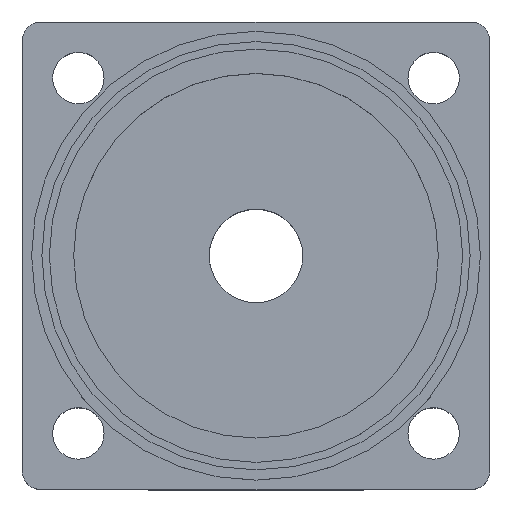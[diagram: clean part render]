
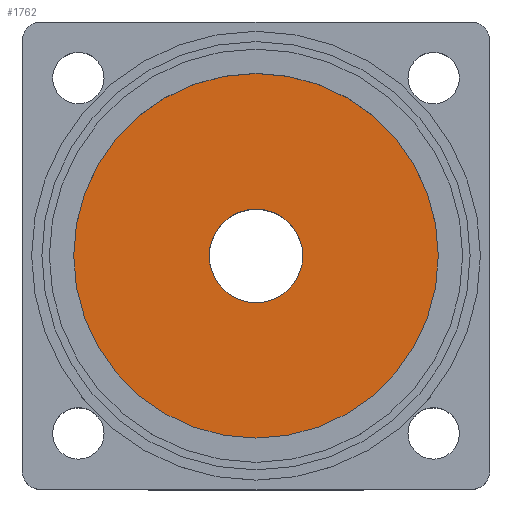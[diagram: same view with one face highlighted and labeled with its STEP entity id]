
A CAD part, top view. The second image highlights one B-rep face of the part: STEP entity #1762.
In plain terms, the highlighted planar face has unit normal (0, 0, 1).
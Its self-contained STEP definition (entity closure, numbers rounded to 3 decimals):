
#153 = FACE_OUTER_BOUND ( 'NONE', #1516, .T. ) ;
#167 = AXIS2_PLACEMENT_3D ( 'NONE', #1988, #837, #2465 ) ;
#585 = DIRECTION ( 'NONE',  ( 0., 0., 1. ) ) ;
#588 = EDGE_CURVE ( 'NONE', #1459, #2450, #2616, .T. ) ;
#662 = VERTEX_POINT ( 'NONE', #1558 ) ;
#837 = DIRECTION ( 'NONE',  ( 0., 0., 1. ) ) ;
#884 = CARTESIAN_POINT ( 'NONE',  ( 19., 19., 22. ) ) ;
#898 = ORIENTED_EDGE ( 'NONE', *, *, #2382, .T. ) ;
#921 = DIRECTION ( 'NONE',  ( 0., 0., 1. ) ) ;
#1094 = EDGE_LOOP ( 'NONE', ( #2868, #1978 ) ) ;
#1130 = CARTESIAN_POINT ( 'NONE',  ( 19., 19., 22. ) ) ;
#1292 = AXIS2_PLACEMENT_3D ( 'NONE', #1683, #1666, #1476 ) ;
#1322 = FACE_BOUND ( 'NONE', #1094, .T. ) ;
#1366 = DIRECTION ( 'NONE',  ( 1., 0., 0. ) ) ;
#1459 = VERTEX_POINT ( 'NONE', #2663 ) ;
#1476 = DIRECTION ( 'NONE',  ( 1., 0., 0. ) ) ;
#1499 = AXIS2_PLACEMENT_3D ( 'NONE', #884, #921, #1849 ) ;
#1516 = EDGE_LOOP ( 'NONE', ( #898, #2296 ) ) ;
#1558 = CARTESIAN_POINT ( 'NONE',  ( -0.5, 19., 22. ) ) ;
#1634 = CIRCLE ( 'NONE', #1651, 5. ) ;
#1651 = AXIS2_PLACEMENT_3D ( 'NONE', #1130, #2763, #1366 ) ;
#1666 = DIRECTION ( 'NONE',  ( 0., 0., 1. ) ) ;
#1683 = CARTESIAN_POINT ( 'NONE',  ( 19., 19., 22. ) ) ;
#1762 = ADVANCED_FACE ( 'NONE', ( #1322, #153 ), #2478, .T. ) ;
#1816 = AXIS2_PLACEMENT_3D ( 'NONE', #2640, #585, #2447 ) ;
#1849 = DIRECTION ( 'NONE',  ( 1., 0., 0. ) ) ;
#1962 = CARTESIAN_POINT ( 'NONE',  ( 24., 19., 22. ) ) ;
#1978 = ORIENTED_EDGE ( 'NONE', *, *, #588, .F. ) ;
#1988 = CARTESIAN_POINT ( 'NONE',  ( 19., 19., 22. ) ) ;
#2240 = CIRCLE ( 'NONE', #1816, 19.5 ) ;
#2296 = ORIENTED_EDGE ( 'NONE', *, *, #2936, .T. ) ;
#2382 = EDGE_CURVE ( 'NONE', #2852, #662, #2240, .T. ) ;
#2447 = DIRECTION ( 'NONE',  ( 1., 0., 0. ) ) ;
#2450 = VERTEX_POINT ( 'NONE', #1962 ) ;
#2465 = DIRECTION ( 'NONE',  ( 1., 0., 0. ) ) ;
#2472 = CIRCLE ( 'NONE', #1292, 19.5 ) ;
#2478 = PLANE ( 'NONE',  #167 ) ;
#2616 = CIRCLE ( 'NONE', #1499, 5. ) ;
#2640 = CARTESIAN_POINT ( 'NONE',  ( 19., 19., 22. ) ) ;
#2663 = CARTESIAN_POINT ( 'NONE',  ( 14., 19., 22. ) ) ;
#2763 = DIRECTION ( 'NONE',  ( 0., 0., 1. ) ) ;
#2791 = CARTESIAN_POINT ( 'NONE',  ( 38.5, 19., 22. ) ) ;
#2792 = EDGE_CURVE ( 'NONE', #2450, #1459, #1634, .T. ) ;
#2852 = VERTEX_POINT ( 'NONE', #2791 ) ;
#2868 = ORIENTED_EDGE ( 'NONE', *, *, #2792, .F. ) ;
#2936 = EDGE_CURVE ( 'NONE', #662, #2852, #2472, .T. ) ;
